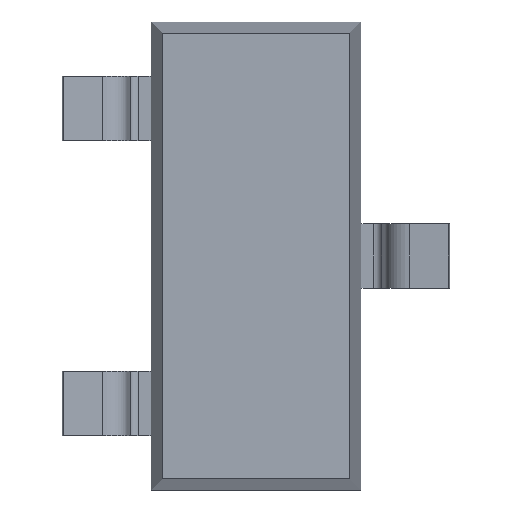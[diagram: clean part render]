
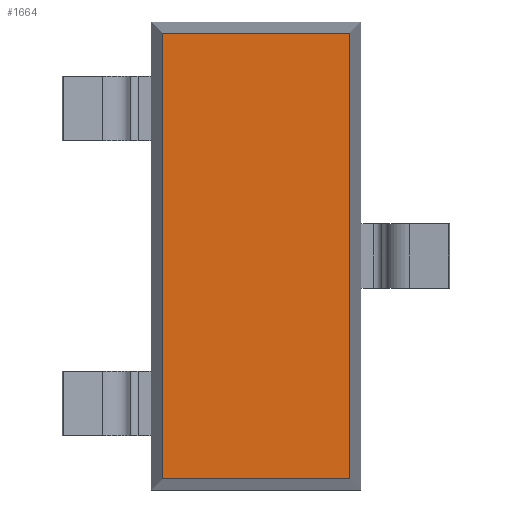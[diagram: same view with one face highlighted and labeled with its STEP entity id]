
A CAD part, front view. The second image highlights one B-rep face of the part: STEP entity #1664.
In plain terms, the highlighted planar face has unit normal (0, -1, 0).
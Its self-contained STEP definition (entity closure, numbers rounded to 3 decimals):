
#93 = DIRECTION ( 'NONE',  ( 0., 0., -1. ) ) ;
#153 = LINE ( 'NONE', #1306, #553 ) ;
#154 = VECTOR ( 'NONE', #979, 1000. ) ;
#164 = EDGE_LOOP ( 'NONE', ( #433, #624, #327, #1565 ) ) ;
#292 = DIRECTION ( 'NONE',  ( 0., -1., 0. ) ) ;
#313 = VERTEX_POINT ( 'NONE', #1241 ) ;
#324 = CARTESIAN_POINT ( 'NONE',  ( -0.65, 0.1, -1.38 ) ) ;
#327 = ORIENTED_EDGE ( 'NONE', *, *, #1578, .T. ) ;
#343 = VECTOR ( 'NONE', #943, 1000. ) ;
#360 = FACE_OUTER_BOUND ( 'NONE', #164, .T. ) ;
#402 = CARTESIAN_POINT ( 'NONE',  ( 0.58, 0.1, -1.45 ) ) ;
#433 = ORIENTED_EDGE ( 'NONE', *, *, #1400, .T. ) ;
#503 = DIRECTION ( 'NONE',  ( -1., 0., 0. ) ) ;
#550 = AXIS2_PLACEMENT_3D ( 'NONE', #1215, #292, #697 ) ;
#552 = PLANE ( 'NONE',  #550 ) ;
#553 = VECTOR ( 'NONE', #503, 1000. ) ;
#621 = CARTESIAN_POINT ( 'NONE',  ( -0.58, 0.1, 1.45 ) ) ;
#624 = ORIENTED_EDGE ( 'NONE', *, *, #801, .T. ) ;
#697 = DIRECTION ( 'NONE',  ( 0., 0., -1. ) ) ;
#700 = CARTESIAN_POINT ( 'NONE',  ( 0.58, 0.1, -1.38 ) ) ;
#784 = VECTOR ( 'NONE', #93, 1000. ) ;
#801 = EDGE_CURVE ( 'NONE', #856, #1469, #1270, .T. ) ;
#826 = LINE ( 'NONE', #621, #784 ) ;
#856 = VERTEX_POINT ( 'NONE', #700 ) ;
#943 = DIRECTION ( 'NONE',  ( 0., 0., 1. ) ) ;
#979 = DIRECTION ( 'NONE',  ( 1., 0., 0. ) ) ;
#1009 = CARTESIAN_POINT ( 'NONE',  ( 0.58, 0.1, 1.38 ) ) ;
#1126 = CARTESIAN_POINT ( 'NONE',  ( -0.58, 0.1, 1.38 ) ) ;
#1215 = CARTESIAN_POINT ( 'NONE',  ( 0., 0.1, 0. ) ) ;
#1241 = CARTESIAN_POINT ( 'NONE',  ( -0.58, 0.1, -1.38 ) ) ;
#1270 = LINE ( 'NONE', #402, #343 ) ;
#1306 = CARTESIAN_POINT ( 'NONE',  ( 0.65, 0.1, 1.38 ) ) ;
#1385 = VERTEX_POINT ( 'NONE', #1126 ) ;
#1400 = EDGE_CURVE ( 'NONE', #313, #856, #1667, .T. ) ;
#1422 = EDGE_CURVE ( 'NONE', #1385, #313, #826, .T. ) ;
#1469 = VERTEX_POINT ( 'NONE', #1009 ) ;
#1565 = ORIENTED_EDGE ( 'NONE', *, *, #1422, .T. ) ;
#1578 = EDGE_CURVE ( 'NONE', #1469, #1385, #153, .T. ) ;
#1664 = ADVANCED_FACE ( 'NONE', ( #360 ), #552, .T. ) ;
#1667 = LINE ( 'NONE', #324, #154 ) ;
